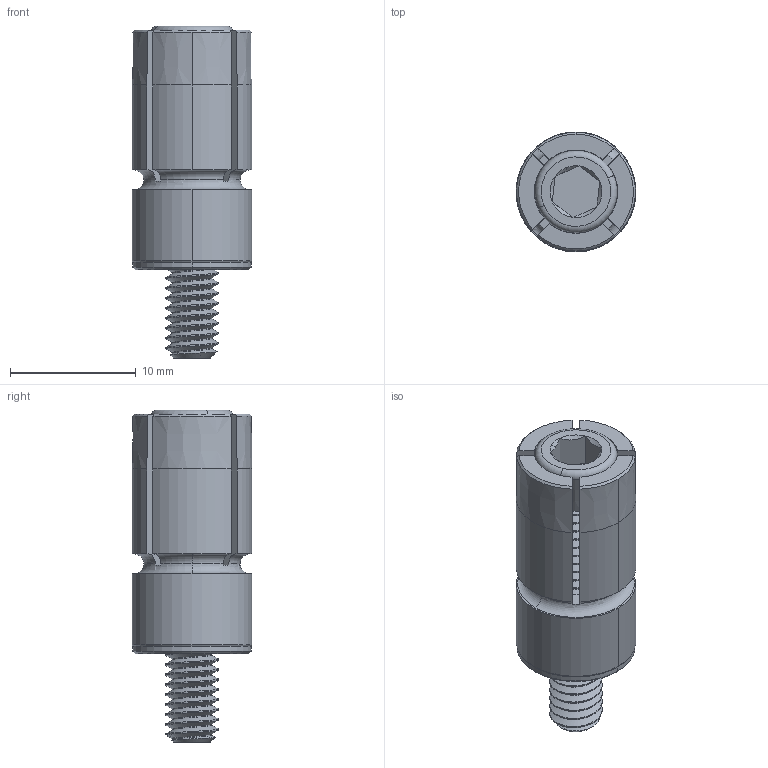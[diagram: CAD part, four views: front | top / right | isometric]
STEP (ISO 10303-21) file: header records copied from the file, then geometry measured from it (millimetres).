
FILE_DESCRIPTION (( 'STEP AP203' ), '1' );
FILE_NAME ('31740.STEP', '2020-05-01T18:08:59', ( 'Marc' ), ( 'Microsoft' ), 'SwSTEP 2.0', 'SolidWorks 2018', '' );
FILE_SCHEMA (( 'CONFIG_CONTROL_DESIGN' ));
Length unit declared in the file: inch
Products named in the file (3): 31740; 31002S_31002S; 317401_317401
Assembly tree (2 placements, depth 2):
  31740
    317401_317401
    31002S_31002S
Bounding box: 9.52 x 9.52 x 26.39 mm (x, y, z)
Volume: 1203.8 mm3; surface area: 1714.2 mm2
Topology: 2 solids, 2 shells, 202 faces, 559 edges, 363 vertices
Faces by surface type: cylinder 126, cone 32, plane 32, torus 10, bspline 2
Entity records: 9617 total; most frequent: CARTESIAN_POINT 4854, ORIENTED_EDGE 1118, DIRECTION 786, EDGE_CURVE 559, VERTEX_POINT 363, AXIS2_PLACEMENT_3D 300, EDGE_LOOP 206, ADVANCED_FACE 202
